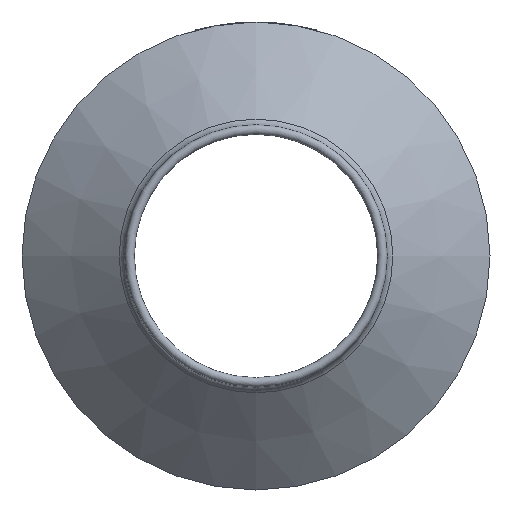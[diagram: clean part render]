
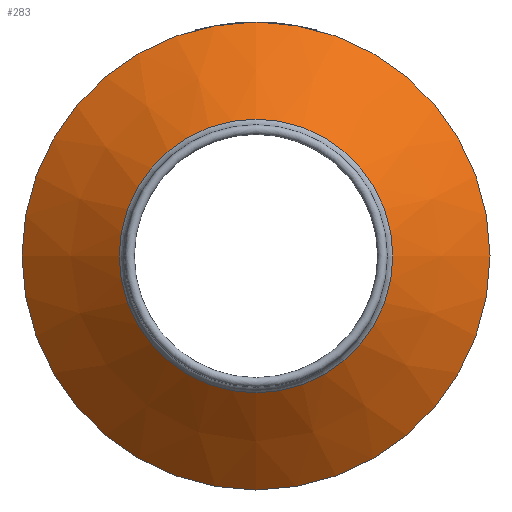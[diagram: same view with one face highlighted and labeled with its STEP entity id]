
A CAD part, front view. The second image highlights one B-rep face of the part: STEP entity #283.
In plain terms, the highlighted conical face has half-angle 49.45 degrees and reference radius 57.05 mm.
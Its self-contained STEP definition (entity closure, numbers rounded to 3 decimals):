
#35=LINE('',#493,#51);
#51=VECTOR('',#398,57.05);
#65=CONICAL_SURFACE('',#332,57.05,0.863);
#72=FACE_OUTER_BOUND('',#92,.T.);
#92=EDGE_LOOP('',(#216,#217,#218,#219));
#118=CIRCLE('',#329,42.749);
#120=CIRCLE('',#333,73.1);
#139=VERTEX_POINT('',#483);
#141=VERTEX_POINT('',#491);
#166=EDGE_CURVE('',#139,#139,#118,.T.);
#169=EDGE_CURVE('',#141,#141,#120,.T.);
#170=EDGE_CURVE('',#141,#139,#35,.T.);
#216=ORIENTED_EDGE('',*,*,#169,.F.);
#217=ORIENTED_EDGE('',*,*,#170,.T.);
#218=ORIENTED_EDGE('',*,*,#166,.F.);
#219=ORIENTED_EDGE('',*,*,#170,.F.);
#283=ADVANCED_FACE('',(#72),#65,.T.);
#329=AXIS2_PLACEMENT_3D('',#485,#387,#388);
#332=AXIS2_PLACEMENT_3D('',#490,#394,#395);
#333=AXIS2_PLACEMENT_3D('',#492,#396,#397);
#387=DIRECTION('center_axis',(0.,-1.,0.));
#388=DIRECTION('ref_axis',(0.,0.,-1.));
#394=DIRECTION('center_axis',(0.,1.,0.));
#395=DIRECTION('ref_axis',(0.,0.,1.));
#396=DIRECTION('center_axis',(0.,1.,0.));
#397=DIRECTION('ref_axis',(1.,0.,0.));
#398=DIRECTION('',(0.,-0.65,0.76));
#483=CARTESIAN_POINT('',(0.,-62.135,-42.749));
#485=CARTESIAN_POINT('Origin',(0.,-62.135,
0.));
#490=CARTESIAN_POINT('Origin',(0.,-49.9,0.));
#491=CARTESIAN_POINT('',(0.,-36.168,-73.1));
#492=CARTESIAN_POINT('Origin',(0.,-36.168,0.));
#493=CARTESIAN_POINT('',(0.,-49.9,-57.05));
